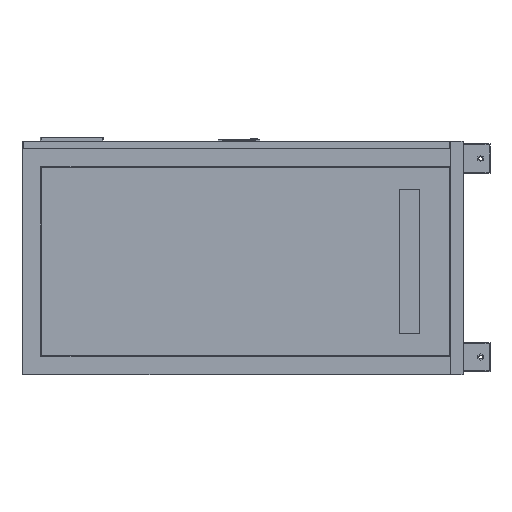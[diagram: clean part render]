
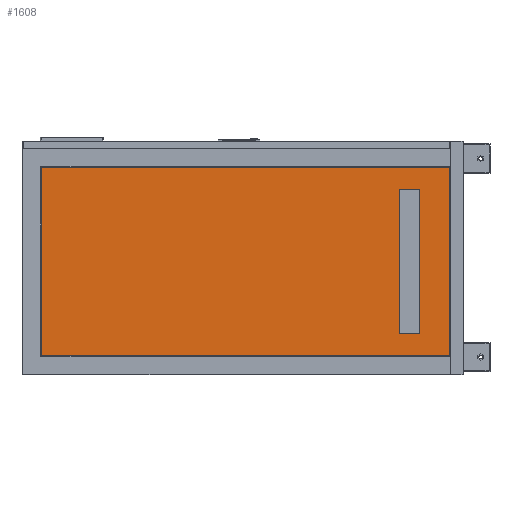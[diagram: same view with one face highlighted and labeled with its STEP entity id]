
A CAD part, left-side view. The second image highlights one B-rep face of the part: STEP entity #1608.
In plain terms, the highlighted planar face has unit normal (-1, 0, 0).
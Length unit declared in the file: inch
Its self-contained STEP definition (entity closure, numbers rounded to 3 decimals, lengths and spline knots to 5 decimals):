
#211 = CARTESIAN_POINT ( 'NONE',  ( -27.65748, 57.6378, 15.23622 ) ) ;
#271 = EDGE_LOOP ( 'NONE', ( #12534, #6449, #9478, #5373 ) ) ;
#735 = CARTESIAN_POINT ( 'NONE',  ( -27.65748, 55.11811, 12.71654 ) ) ;
#783 = CARTESIAN_POINT ( 'NONE',  ( -27.65748, 6.88976, -9.73425 ) ) ;
#907 = AXIS2_PLACEMENT_3D ( 'NONE', #211, #11138, #1206 ) ;
#912 = VERTEX_POINT ( 'NONE', #2209 ) ;
#1082 = VECTOR ( 'NONE', #7513, 39.37008 ) ;
#1206 = DIRECTION ( 'NONE',  ( 0., 0., -1. ) ) ;
#1608 = ADVANCED_FACE ( 'NONE', ( #2073, #8802 ), #12098, .F. ) ;
#2073 = FACE_OUTER_BOUND ( 'NONE', #271, .T. ) ;
#2102 = VECTOR ( 'NONE', #11185, 39.37008 ) ;
#2209 = CARTESIAN_POINT ( 'NONE',  ( -27.65748, 0.07874, 12.71654 ) ) ;
#2245 = DIRECTION ( 'NONE',  ( 0., 0., -1. ) ) ;
#2269 = CARTESIAN_POINT ( 'NONE',  ( -27.65748, 6.88976, -9.73425 ) ) ;
#2426 = VERTEX_POINT ( 'NONE', #11930 ) ;
#2468 = LINE ( 'NONE', #2269, #7458 ) ;
#2497 = CARTESIAN_POINT ( 'NONE',  ( -27.65748, 6.88976, 9.73425 ) ) ;
#3207 = LINE ( 'NONE', #12322, #2102 ) ;
#3558 = VERTEX_POINT ( 'NONE', #5355 ) ;
#3902 = ORIENTED_EDGE ( 'NONE', *, *, #11978, .T. ) ;
#3975 = VERTEX_POINT ( 'NONE', #735 ) ;
#4175 = DIRECTION ( 'NONE',  ( 0., 0., -1. ) ) ;
#4179 = VECTOR ( 'NONE', #7187, 39.37008 ) ;
#4261 = CARTESIAN_POINT ( 'NONE',  ( -27.65748, 4.13386, 9.73425 ) ) ;
#4897 = VECTOR ( 'NONE', #2245, 39.37008 ) ;
#4966 = LINE ( 'NONE', #5591, #1082 ) ;
#5355 = CARTESIAN_POINT ( 'NONE',  ( -27.65748, 4.13386, 9.73425 ) ) ;
#5373 = ORIENTED_EDGE ( 'NONE', *, *, #9694, .F. ) ;
#5456 = DIRECTION ( 'NONE',  ( 0., -1., 0. ) ) ;
#5495 = LINE ( 'NONE', #8218, #4897 ) ;
#5545 = CARTESIAN_POINT ( 'NONE',  ( -27.65748, 55.11811, 12.71654 ) ) ;
#5591 = CARTESIAN_POINT ( 'NONE',  ( -27.65748, 55.11811, 12.71654 ) ) ;
#5859 = VECTOR ( 'NONE', #4175, 39.37008 ) ;
#6449 = ORIENTED_EDGE ( 'NONE', *, *, #7614, .F. ) ;
#6693 = VERTEX_POINT ( 'NONE', #9631 ) ;
#6736 = EDGE_LOOP ( 'NONE', ( #11870, #3902, #6922, #9690 ) ) ;
#6922 = ORIENTED_EDGE ( 'NONE', *, *, #12945, .T. ) ;
#7187 = DIRECTION ( 'NONE',  ( 0., 0., 1. ) ) ;
#7458 = VECTOR ( 'NONE', #9174, 39.37008 ) ;
#7513 = DIRECTION ( 'NONE',  ( 0., 0., 1. ) ) ;
#7613 = LINE ( 'NONE', #9263, #4179 ) ;
#7614 = EDGE_CURVE ( 'NONE', #2426, #3975, #4966, .T. ) ;
#7639 = EDGE_CURVE ( 'NONE', #3975, #912, #9375, .T. ) ;
#8218 = CARTESIAN_POINT ( 'NONE',  ( -27.65748, 0.07874, 12.71654 ) ) ;
#8235 = LINE ( 'NONE', #4261, #5859 ) ;
#8250 = VERTEX_POINT ( 'NONE', #783 ) ;
#8261 = VECTOR ( 'NONE', #11657, 39.37008 ) ;
#8666 = EDGE_CURVE ( 'NONE', #8250, #6693, #7613, .T. ) ;
#8802 = FACE_BOUND ( 'NONE', #6736, .T. ) ;
#9114 = CARTESIAN_POINT ( 'NONE',  ( -27.65748, 4.13386, -9.73425 ) ) ;
#9174 = DIRECTION ( 'NONE',  ( 0., 1., 0. ) ) ;
#9263 = CARTESIAN_POINT ( 'NONE',  ( -27.65748, 6.88976, 9.73425 ) ) ;
#9375 = LINE ( 'NONE', #5545, #8261 ) ;
#9478 = ORIENTED_EDGE ( 'NONE', *, *, #9673, .F. ) ;
#9600 = VERTEX_POINT ( 'NONE', #9114 ) ;
#9631 = CARTESIAN_POINT ( 'NONE',  ( -27.65748, 6.88976, 9.73425 ) ) ;
#9673 = EDGE_CURVE ( 'NONE', #10380, #2426, #3207, .T. ) ;
#9690 = ORIENTED_EDGE ( 'NONE', *, *, #8666, .T. ) ;
#9694 = EDGE_CURVE ( 'NONE', #912, #10380, #5495, .T. ) ;
#10234 = LINE ( 'NONE', #2497, #11482 ) ;
#10353 = CARTESIAN_POINT ( 'NONE',  ( -27.65748, 0.07874, -12.71654 ) ) ;
#10380 = VERTEX_POINT ( 'NONE', #10353 ) ;
#10545 = EDGE_CURVE ( 'NONE', #6693, #3558, #10234, .T. ) ;
#11138 = DIRECTION ( 'NONE',  ( 1., 0., 0. ) ) ;
#11185 = DIRECTION ( 'NONE',  ( 0., 1., 0. ) ) ;
#11482 = VECTOR ( 'NONE', #5456, 39.37008 ) ;
#11657 = DIRECTION ( 'NONE',  ( 0., -1., 0. ) ) ;
#11870 = ORIENTED_EDGE ( 'NONE', *, *, #10545, .T. ) ;
#11930 = CARTESIAN_POINT ( 'NONE',  ( -27.65748, 55.11811, -12.71654 ) ) ;
#11978 = EDGE_CURVE ( 'NONE', #3558, #9600, #8235, .T. ) ;
#12098 = PLANE ( 'NONE',  #907 ) ;
#12322 = CARTESIAN_POINT ( 'NONE',  ( -27.65748, 55.11811, -12.71654 ) ) ;
#12534 = ORIENTED_EDGE ( 'NONE', *, *, #7639, .F. ) ;
#12945 = EDGE_CURVE ( 'NONE', #9600, #8250, #2468, .T. ) ;
